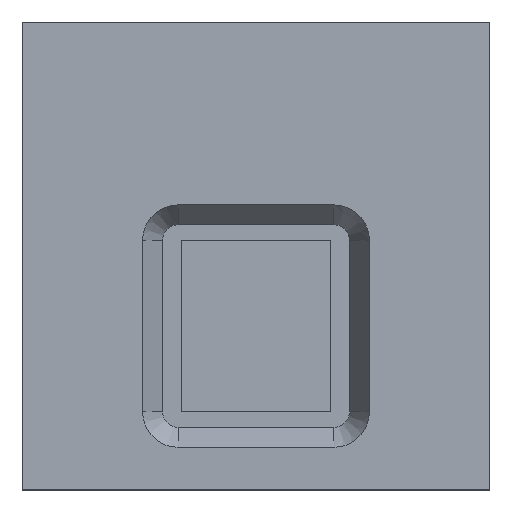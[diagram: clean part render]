
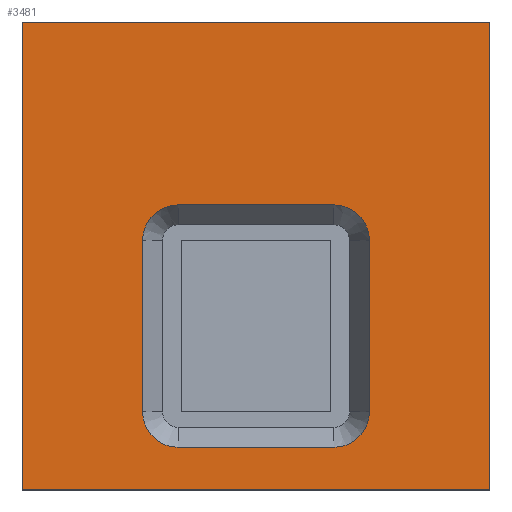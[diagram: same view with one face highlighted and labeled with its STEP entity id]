
A CAD part, top view. The second image highlights one B-rep face of the part: STEP entity #3481.
In plain terms, the highlighted planar face has unit normal (0, 0, 1).
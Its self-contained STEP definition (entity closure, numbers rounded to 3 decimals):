
#3481 = ADVANCED_FACE('',(#3482,#3552),#3586,.T.);
#3482 = FACE_BOUND('',#3483,.T.);
#3483 = EDGE_LOOP('',(#3484,#3494,#3503,#3511,#3520,#3528,#3537,#3545));
#3484 = ORIENTED_EDGE('',*,*,#3485,.T.);
#3485 = EDGE_CURVE('',#3486,#3488,#3490,.T.);
#3486 = VERTEX_POINT('',#3487);
#3487 = CARTESIAN_POINT('',(-0.727,-1.,0.8));
#3488 = VERTEX_POINT('',#3489);
#3489 = CARTESIAN_POINT('',(-0.727,0.1,0.8));
#3490 = LINE('',#3491,#3492);
#3491 = CARTESIAN_POINT('',(-0.727,0.,0.8));
#3492 = VECTOR('',#3493,1.);
#3493 = DIRECTION('',(0.,1.,0.));
#3494 = ORIENTED_EDGE('',*,*,#3495,.T.);
#3495 = EDGE_CURVE('',#3488,#3496,#3498,.T.);
#3496 = VERTEX_POINT('',#3497);
#3497 = CARTESIAN_POINT('',(-0.5,0.327,0.8));
#3498 = CIRCLE('',#3499,0.227);
#3499 = AXIS2_PLACEMENT_3D('',#3500,#3501,#3502);
#3500 = CARTESIAN_POINT('',(-0.5,0.1,0.8));
#3501 = DIRECTION('',(0.,0.,-1.));
#3502 = DIRECTION('',(1.,0.,0.));
#3503 = ORIENTED_EDGE('',*,*,#3504,.T.);
#3504 = EDGE_CURVE('',#3496,#3505,#3507,.T.);
#3505 = VERTEX_POINT('',#3506);
#3506 = CARTESIAN_POINT('',(0.5,0.327,0.8));
#3507 = LINE('',#3508,#3509);
#3508 = CARTESIAN_POINT('',(0.,0.327,0.8));
#3509 = VECTOR('',#3510,1.);
#3510 = DIRECTION('',(1.,0.,0.));
#3511 = ORIENTED_EDGE('',*,*,#3512,.T.);
#3512 = EDGE_CURVE('',#3505,#3513,#3515,.T.);
#3513 = VERTEX_POINT('',#3514);
#3514 = CARTESIAN_POINT('',(0.727,0.1,0.8));
#3515 = CIRCLE('',#3516,0.227);
#3516 = AXIS2_PLACEMENT_3D('',#3517,#3518,#3519);
#3517 = CARTESIAN_POINT('',(0.5,0.1,0.8));
#3518 = DIRECTION('',(0.,0.,-1.));
#3519 = DIRECTION('',(1.,0.,0.));
#3520 = ORIENTED_EDGE('',*,*,#3521,.T.);
#3521 = EDGE_CURVE('',#3513,#3522,#3524,.T.);
#3522 = VERTEX_POINT('',#3523);
#3523 = CARTESIAN_POINT('',(0.727,-1.,0.8));
#3524 = LINE('',#3525,#3526);
#3525 = CARTESIAN_POINT('',(0.727,0.,0.8));
#3526 = VECTOR('',#3527,1.);
#3527 = DIRECTION('',(0.,-1.,0.));
#3528 = ORIENTED_EDGE('',*,*,#3529,.T.);
#3529 = EDGE_CURVE('',#3522,#3530,#3532,.T.);
#3530 = VERTEX_POINT('',#3531);
#3531 = CARTESIAN_POINT('',(0.5,-1.227,0.8));
#3532 = CIRCLE('',#3533,0.227);
#3533 = AXIS2_PLACEMENT_3D('',#3534,#3535,#3536);
#3534 = CARTESIAN_POINT('',(0.5,-1.,0.8));
#3535 = DIRECTION('',(0.,0.,-1.));
#3536 = DIRECTION('',(1.,0.,0.));
#3537 = ORIENTED_EDGE('',*,*,#3538,.T.);
#3538 = EDGE_CURVE('',#3530,#3539,#3541,.T.);
#3539 = VERTEX_POINT('',#3540);
#3540 = CARTESIAN_POINT('',(-0.5,-1.227,0.8));
#3541 = LINE('',#3542,#3543);
#3542 = CARTESIAN_POINT('',(0.,-1.227,0.8));
#3543 = VECTOR('',#3544,1.);
#3544 = DIRECTION('',(-1.,0.,0.));
#3545 = ORIENTED_EDGE('',*,*,#3546,.T.);
#3546 = EDGE_CURVE('',#3539,#3486,#3547,.T.);
#3547 = CIRCLE('',#3548,0.227);
#3548 = AXIS2_PLACEMENT_3D('',#3549,#3550,#3551);
#3549 = CARTESIAN_POINT('',(-0.5,-1.,0.8));
#3550 = DIRECTION('',(0.,0.,-1.));
#3551 = DIRECTION('',(1.,0.,0.));
#3552 = FACE_BOUND('',#3553,.T.);
#3553 = EDGE_LOOP('',(#3554,#3564,#3572,#3580));
#3554 = ORIENTED_EDGE('',*,*,#3555,.T.);
#3555 = EDGE_CURVE('',#3556,#3558,#3560,.T.);
#3556 = VERTEX_POINT('',#3557);
#3557 = CARTESIAN_POINT('',(1.5,1.5,0.8));
#3558 = VERTEX_POINT('',#3559);
#3559 = CARTESIAN_POINT('',(-1.5,1.5,0.8));
#3560 = LINE('',#3561,#3562);
#3561 = CARTESIAN_POINT('',(0.,1.5,0.8));
#3562 = VECTOR('',#3563,1.);
#3563 = DIRECTION('',(-1.,0.,0.));
#3564 = ORIENTED_EDGE('',*,*,#3565,.T.);
#3565 = EDGE_CURVE('',#3558,#3566,#3568,.T.);
#3566 = VERTEX_POINT('',#3567);
#3567 = CARTESIAN_POINT('',(-1.5,-1.5,0.8));
#3568 = LINE('',#3569,#3570);
#3569 = CARTESIAN_POINT('',(-1.5,0.,0.8));
#3570 = VECTOR('',#3571,1.);
#3571 = DIRECTION('',(0.,-1.,0.));
#3572 = ORIENTED_EDGE('',*,*,#3573,.T.);
#3573 = EDGE_CURVE('',#3566,#3574,#3576,.T.);
#3574 = VERTEX_POINT('',#3575);
#3575 = CARTESIAN_POINT('',(1.5,-1.5,0.8));
#3576 = LINE('',#3577,#3578);
#3577 = CARTESIAN_POINT('',(0.,-1.5,0.8));
#3578 = VECTOR('',#3579,1.);
#3579 = DIRECTION('',(1.,0.,0.));
#3580 = ORIENTED_EDGE('',*,*,#3581,.T.);
#3581 = EDGE_CURVE('',#3574,#3556,#3582,.T.);
#3582 = LINE('',#3583,#3584);
#3583 = CARTESIAN_POINT('',(1.5,0.,0.8));
#3584 = VECTOR('',#3585,1.);
#3585 = DIRECTION('',(0.,1.,0.));
#3586 = PLANE('',#3587);
#3587 = AXIS2_PLACEMENT_3D('',#3588,#3589,#3590);
#3588 = CARTESIAN_POINT('',(0.,0.,0.8));
#3589 = DIRECTION('',(0.,0.,1.));
#3590 = DIRECTION('',(1.,0.,0.));
